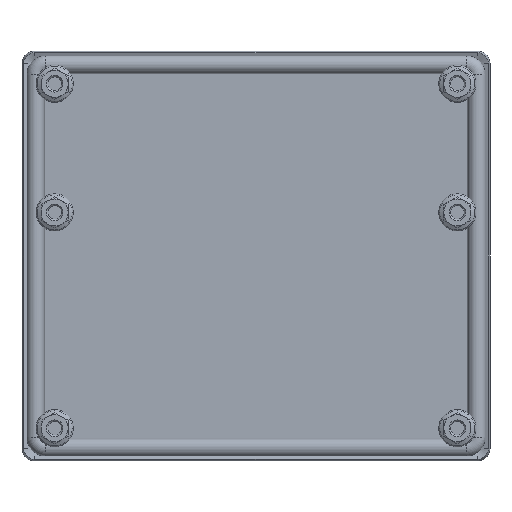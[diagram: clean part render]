
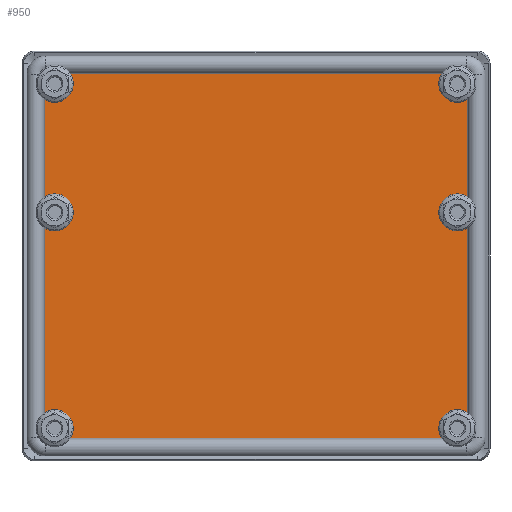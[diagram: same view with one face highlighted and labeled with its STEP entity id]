
A CAD part, front view. The second image highlights one B-rep face of the part: STEP entity #950.
In plain terms, the highlighted planar face has unit normal (0, -1, 0).
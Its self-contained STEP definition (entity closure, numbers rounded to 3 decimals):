
#164=DIRECTION('',(-1.,0.,0.));
#165=VECTOR('',#164,213.203);
#166=CARTESIAN_POINT('',(106.602,0.002,-92.602));
#167=LINE('',#166,#165);
#171=DIRECTION('',(0.,0.,1.));
#172=VECTOR('',#171,185.203);
#173=CARTESIAN_POINT('',(-106.602,0.004,
-92.602));
#174=LINE('',#173,#172);
#178=DIRECTION('',(1.,0.,0.));
#179=VECTOR('',#178,213.203);
#180=CARTESIAN_POINT('',(-106.602,0.003,92.602));
#181=LINE('',#180,#179);
#185=CARTESIAN_POINT('',(106.601,0.001,92.602));
#186=CARTESIAN_POINT('',(106.601,0.001,30.868));
#187=CARTESIAN_POINT('',(106.601,0.002,-30.867));
#188=CARTESIAN_POINT('',(106.602,0.002,-92.602));
#776=VERTEX_POINT('',#185);
#777=VERTEX_POINT('',#188);
#778=CARTESIAN_POINT('',(-106.602,0.004,
-92.602));
#779=VERTEX_POINT('',#778);
#780=CARTESIAN_POINT('',(-106.602,0.003,92.602));
#781=VERTEX_POINT('',#780);
#936=CARTESIAN_POINT('',(0.,0.,
0.));
#937=DIRECTION('',(0.,1.,0.));
#938=DIRECTION('',(-1.,0.,0.));
#939=AXIS2_PLACEMENT_3D('',#936,#937,#938);
#940=PLANE('',#939);
#942=ORIENTED_EDGE('',*,*,#941,.T.);
#944=ORIENTED_EDGE('',*,*,#943,.T.);
#946=ORIENTED_EDGE('',*,*,#945,.T.);
#947=ORIENTED_EDGE('',*,*,#926,.T.);
#948=EDGE_LOOP('',(#942,#944,#946,#947));
#949=FACE_OUTER_BOUND('',#948,.F.);
#189=B_SPLINE_CURVE_WITH_KNOTS('',3,(#185,#186,#187,#188),.UNSPECIFIED.,.F.,.F.,
(4,4),(0.,1.),.UNSPECIFIED.);
#926=EDGE_CURVE('',#776,#777,#189,.T.);
#941=EDGE_CURVE('',#777,#779,#167,.T.);
#943=EDGE_CURVE('',#779,#781,#174,.T.);
#945=EDGE_CURVE('',#781,#776,#181,.T.);
#950=ADVANCED_FACE('',(#949),#940,.F.);
